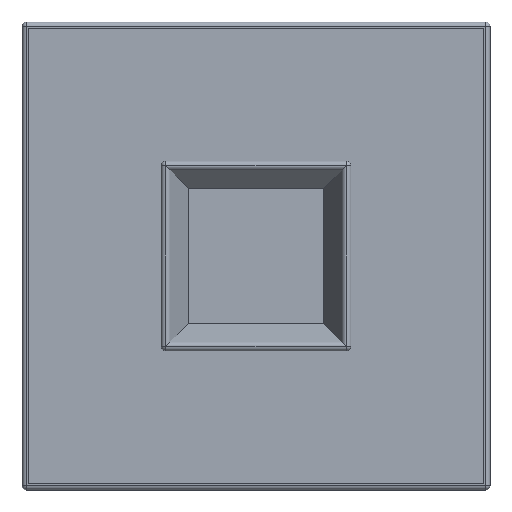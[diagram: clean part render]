
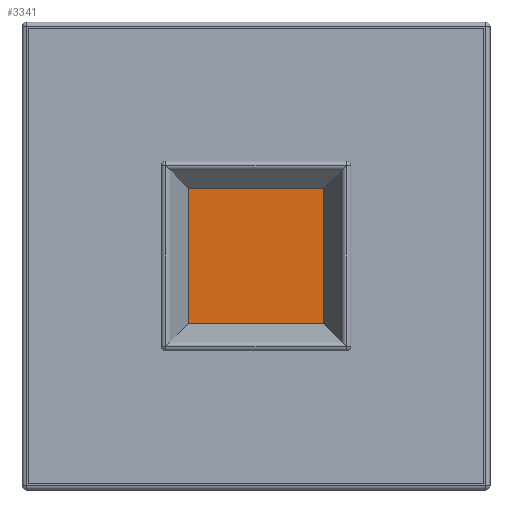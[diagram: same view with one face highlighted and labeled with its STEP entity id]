
A CAD part, front view. The second image highlights one B-rep face of the part: STEP entity #3341.
In plain terms, the highlighted planar face has unit normal (0, -1, 0).
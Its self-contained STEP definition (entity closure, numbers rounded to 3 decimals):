
#2099 = PLANE('',#2100);
#2100 = AXIS2_PLACEMENT_3D('',#2101,#2102,#2103);
#2101 = CARTESIAN_POINT('',(0.,-4.4,17.4));
#2102 = DIRECTION('',(0.,-0.447,-0.894));
#2103 = DIRECTION('',(1.,0.,0.));
#2191 = PLANE('',#2192);
#2192 = AXIS2_PLACEMENT_3D('',#2193,#2194,#2195);
#2193 = CARTESIAN_POINT('',(-17.4,-4.4,0.));
#2194 = DIRECTION('',(0.894,-0.447,0.));
#2195 = DIRECTION('',(0.,0.,1.));
#2225 = PLANE('',#2226);
#2226 = AXIS2_PLACEMENT_3D('',#2227,#2228,#2229);
#2227 = CARTESIAN_POINT('',(17.4,-4.4,0.));
#2228 = DIRECTION('',(-0.894,-0.447,0.));
#2229 = DIRECTION('',(0.,0.,-1.));
#2286 = PLANE('',#2287);
#2287 = AXIS2_PLACEMENT_3D('',#2288,#2289,#2290);
#2288 = CARTESIAN_POINT('',(0.,-4.4,-17.4));
#2289 = DIRECTION('',(0.,-0.447,0.894));
#2290 = DIRECTION('',(-1.,0.,0.));
#2736 = VERTEX_POINT('',#2737);
#2737 = CARTESIAN_POINT('',(15.2,0.,15.2));
#2757 = VERTEX_POINT('',#2758);
#2758 = CARTESIAN_POINT('',(-15.2,0.,15.2));
#2776 = EDGE_CURVE('',#2757,#2736,#2777,.T.);
#2777 = SURFACE_CURVE('',#2778,(#2782,#2789),.PCURVE_S1.);
#2778 = LINE('',#2779,#2780);
#2779 = CARTESIAN_POINT('',(-15.2,0.,15.2));
#2780 = VECTOR('',#2781,1.);
#2781 = DIRECTION('',(1.,0.,0.));
#2782 = PCURVE('',#2099,#2783);
#2783 = DEFINITIONAL_REPRESENTATION('',(#2784),#2788);
#2784 = LINE('',#2785,#2786);
#2785 = CARTESIAN_POINT('',(-15.2,-4.919));
#2786 = VECTOR('',#2787,1.);
#2787 = DIRECTION('',(1.,0.));
#2788 = ( GEOMETRIC_REPRESENTATION_CONTEXT(2) 
PARAMETRIC_REPRESENTATION_CONTEXT() REPRESENTATION_CONTEXT('2D SPACE',''
  ) );
#2789 = PCURVE('',#2790,#2795);
#2790 = PLANE('',#2791);
#2791 = AXIS2_PLACEMENT_3D('',#2792,#2793,#2794);
#2792 = CARTESIAN_POINT('',(0.,0.,0.));
#2793 = DIRECTION('',(0.,1.,0.));
#2794 = DIRECTION('',(0.,0.,1.));
#2795 = DEFINITIONAL_REPRESENTATION('',(#2796),#2800);
#2796 = LINE('',#2797,#2798);
#2797 = CARTESIAN_POINT('',(15.2,-15.2));
#2798 = VECTOR('',#2799,1.);
#2799 = DIRECTION('',(0.,1.));
#2800 = ( GEOMETRIC_REPRESENTATION_CONTEXT(2) 
PARAMETRIC_REPRESENTATION_CONTEXT() REPRESENTATION_CONTEXT('2D SPACE',''
  ) );
#2808 = VERTEX_POINT('',#2809);
#2809 = CARTESIAN_POINT('',(-15.2,0.,-15.2));
#2827 = EDGE_CURVE('',#2808,#2757,#2828,.T.);
#2828 = SURFACE_CURVE('',#2829,(#2833,#2840),.PCURVE_S1.);
#2829 = LINE('',#2830,#2831);
#2830 = CARTESIAN_POINT('',(-15.2,0.,-15.2));
#2831 = VECTOR('',#2832,1.);
#2832 = DIRECTION('',(0.,0.,1.));
#2833 = PCURVE('',#2191,#2834);
#2834 = DEFINITIONAL_REPRESENTATION('',(#2835),#2839);
#2835 = LINE('',#2836,#2837);
#2836 = CARTESIAN_POINT('',(-15.2,-4.919));
#2837 = VECTOR('',#2838,1.);
#2838 = DIRECTION('',(1.,0.));
#2839 = ( GEOMETRIC_REPRESENTATION_CONTEXT(2) 
PARAMETRIC_REPRESENTATION_CONTEXT() REPRESENTATION_CONTEXT('2D SPACE',''
  ) );
#2840 = PCURVE('',#2790,#2841);
#2841 = DEFINITIONAL_REPRESENTATION('',(#2842),#2846);
#2842 = LINE('',#2843,#2844);
#2843 = CARTESIAN_POINT('',(-15.2,-15.2));
#2844 = VECTOR('',#2845,1.);
#2845 = DIRECTION('',(1.,0.));
#2846 = ( GEOMETRIC_REPRESENTATION_CONTEXT(2) 
PARAMETRIC_REPRESENTATION_CONTEXT() REPRESENTATION_CONTEXT('2D SPACE',''
  ) );
#2852 = VERTEX_POINT('',#2853);
#2853 = CARTESIAN_POINT('',(15.2,0.,-15.2));
#2873 = EDGE_CURVE('',#2736,#2852,#2874,.T.);
#2874 = SURFACE_CURVE('',#2875,(#2879,#2886),.PCURVE_S1.);
#2875 = LINE('',#2876,#2877);
#2876 = CARTESIAN_POINT('',(15.2,0.,15.2));
#2877 = VECTOR('',#2878,1.);
#2878 = DIRECTION('',(0.,0.,-1.));
#2879 = PCURVE('',#2225,#2880);
#2880 = DEFINITIONAL_REPRESENTATION('',(#2881),#2885);
#2881 = LINE('',#2882,#2883);
#2882 = CARTESIAN_POINT('',(-15.2,-4.919));
#2883 = VECTOR('',#2884,1.);
#2884 = DIRECTION('',(1.,0.));
#2885 = ( GEOMETRIC_REPRESENTATION_CONTEXT(2) 
PARAMETRIC_REPRESENTATION_CONTEXT() REPRESENTATION_CONTEXT('2D SPACE',''
  ) );
#2886 = PCURVE('',#2790,#2887);
#2887 = DEFINITIONAL_REPRESENTATION('',(#2888),#2892);
#2888 = LINE('',#2889,#2890);
#2889 = CARTESIAN_POINT('',(15.2,15.2));
#2890 = VECTOR('',#2891,1.);
#2891 = DIRECTION('',(-1.,0.));
#2892 = ( GEOMETRIC_REPRESENTATION_CONTEXT(2) 
PARAMETRIC_REPRESENTATION_CONTEXT() REPRESENTATION_CONTEXT('2D SPACE',''
  ) );
#2900 = EDGE_CURVE('',#2852,#2808,#2901,.T.);
#2901 = SURFACE_CURVE('',#2902,(#2906,#2913),.PCURVE_S1.);
#2902 = LINE('',#2903,#2904);
#2903 = CARTESIAN_POINT('',(15.2,0.,-15.2));
#2904 = VECTOR('',#2905,1.);
#2905 = DIRECTION('',(-1.,0.,0.));
#2906 = PCURVE('',#2286,#2907);
#2907 = DEFINITIONAL_REPRESENTATION('',(#2908),#2912);
#2908 = LINE('',#2909,#2910);
#2909 = CARTESIAN_POINT('',(-15.2,-4.919));
#2910 = VECTOR('',#2911,1.);
#2911 = DIRECTION('',(1.,0.));
#2912 = ( GEOMETRIC_REPRESENTATION_CONTEXT(2) 
PARAMETRIC_REPRESENTATION_CONTEXT() REPRESENTATION_CONTEXT('2D SPACE',''
  ) );
#2913 = PCURVE('',#2790,#2914);
#2914 = DEFINITIONAL_REPRESENTATION('',(#2915),#2919);
#2915 = LINE('',#2916,#2917);
#2916 = CARTESIAN_POINT('',(-15.2,15.2));
#2917 = VECTOR('',#2918,1.);
#2918 = DIRECTION('',(0.,-1.));
#2919 = ( GEOMETRIC_REPRESENTATION_CONTEXT(2) 
PARAMETRIC_REPRESENTATION_CONTEXT() REPRESENTATION_CONTEXT('2D SPACE',''
  ) );
#3341 = ADVANCED_FACE('',(#3342),#2790,.F.);
#3342 = FACE_BOUND('',#3343,.F.);
#3343 = EDGE_LOOP('',(#3344,#3345,#3346,#3347));
#3344 = ORIENTED_EDGE('',*,*,#2900,.T.);
#3345 = ORIENTED_EDGE('',*,*,#2827,.T.);
#3346 = ORIENTED_EDGE('',*,*,#2776,.T.);
#3347 = ORIENTED_EDGE('',*,*,#2873,.T.);
